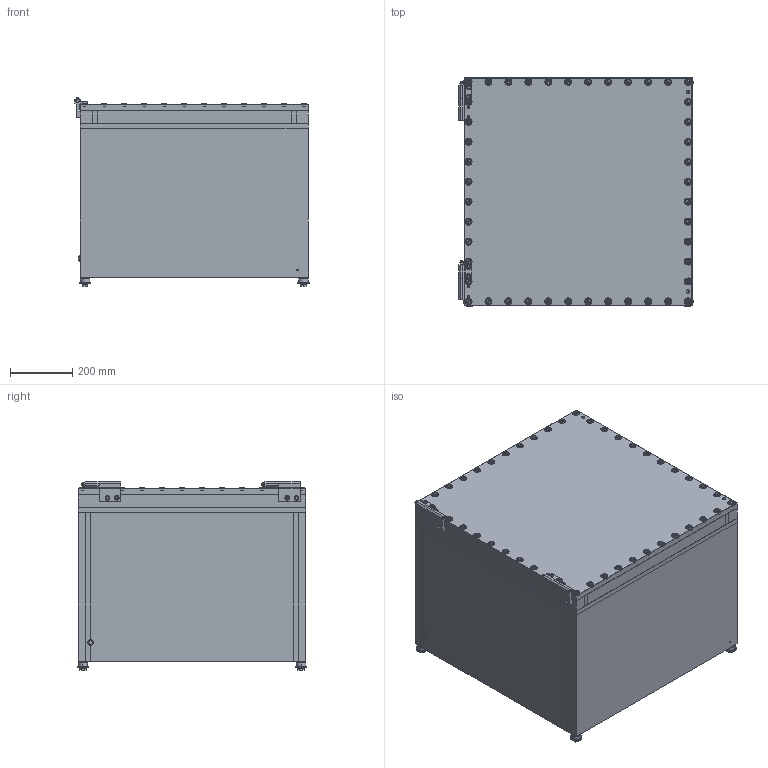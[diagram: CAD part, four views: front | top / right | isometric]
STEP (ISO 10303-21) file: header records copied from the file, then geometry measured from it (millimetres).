
FILE_DESCRIPTION (( 'STEP AP203' ), '1' );
FILE_NAME ('8264-_997-3__0-ap203.STEP', '2012-10-05T09:57:28', ( 'Admin' ), ( 'R. STAHL AG' ), 'SwSTEP 2.0', 'SolidWorks 2012', '' );
FILE_SCHEMA (( 'CONFIG_CONTROL_DESIGN' ));
Length unit declared in the file: millimetre
Products named in the file (17): 8264-_997-3__0-ap203; 502_812_0_Vereinfacht; 506_548_0; 506_886_0; 500_635_0_Vereinfacht; 506_761_0; 506_712_0; 506_204_0_7; 500_663_0_M 8 x 16; 82_649_05_26_0; 82_649_03_26_0; 502_606_0_Vereinfacht M10 x 30; 502_077_0; 506_228_0; 82_649_05_55_0; 82_649_66_05_3_82_649_66_05_3; 82_649_59_04_3_IEC<Wie bearbeitet>
Assembly tree (92 placements, depth 2):
  8264-_997-3__0-ap203
    82_649_59_04_3_IEC<Wie bearbeitet>
    82_649_66_05_3_82_649_66_05_3
    82_649_05_55_0
    506_228_0  x8
    502_077_0  x8
    502_606_0_Vereinfacht M10 x 30  x44
    82_649_03_26_0  x2
    82_649_05_26_0  x2
    500_663_0_M 8 x 16  x8
    506_204_0_7  x2
    506_712_0  x4
    506_761_0  x4
    500_635_0_Vereinfacht  x4
    506_886_0
    506_548_0
    502_812_0_Vereinfacht
Bounding box: 751.5 x 737 x 604.6 mm (x, y, z)
Volume: 80756099 mm3; surface area: 7413438.3 mm2
Topology: 140 solids, 140 shells, 2997 faces, 6710 edges, 4014 vertices
Faces by surface type: plane 1371, cylinder 932, cone 434, torus 260
Entity records: 39191 total; most frequent: DIRECTION 6506, CARTESIAN_POINT 6453, ORIENTED_EDGE 5504, EDGE_CURVE 2752, AXIS2_PLACEMENT_3D 2508, VERTEX_POINT 1749, EDGE_LOOP 1515, LINE 1490
